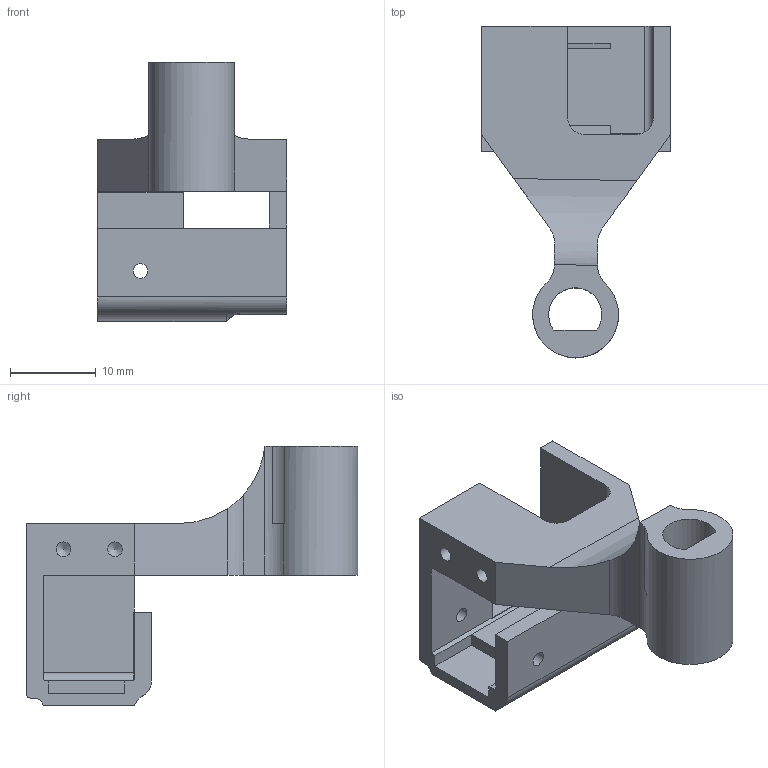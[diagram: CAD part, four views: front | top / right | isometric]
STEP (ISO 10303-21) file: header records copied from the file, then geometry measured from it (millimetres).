
FILE_DESCRIPTION(/* description */ (''),/* implementation_level */ '2;1');
FILE_NAME(/* name */ 'YpartKnucleV9_06mmMF.ipt.stp',/* time_stamp */ '2021-06-20T10:03:31-05:00',/* author */ ('svale'),/* organization */ (''),/* preprocessor_version */ 'ST-DEVELOPER v18.1',/* originating_system */ 'Autodesk Inventor 2021',/* authorisation */ '');
FILE_SCHEMA (('AUTOMOTIVE_DESIGN { 1 0 10303 214 3 1 1 }','PROCESS_PLANNING_SCHEMA'));
Length unit declared in the file: millimetre
Products named in the file (1): YpartKnucleV9_06mmMF
Bounding box: 22 x 38.62 x 30.2 mm (x, y, z)
Volume: 4537.2 mm3; surface area: 3988.3 mm2
Topology: 1 solids, 1 shells, 59 faces, 183 edges, 135 vertices
Faces by surface type: plane 32, cylinder 23, cone 2, bspline 1, torus 1
Full cylindrical faces by diameter (mm): 1.713 x4
Entity records: 2098 total; most frequent: CARTESIAN_POINT 409, DIRECTION 339, ORIENTED_EDGE 336, EDGE_CURVE 168, AXIS2_PLACEMENT_3D 114, LINE 111, VECTOR 111, VERTEX_POINT 111
